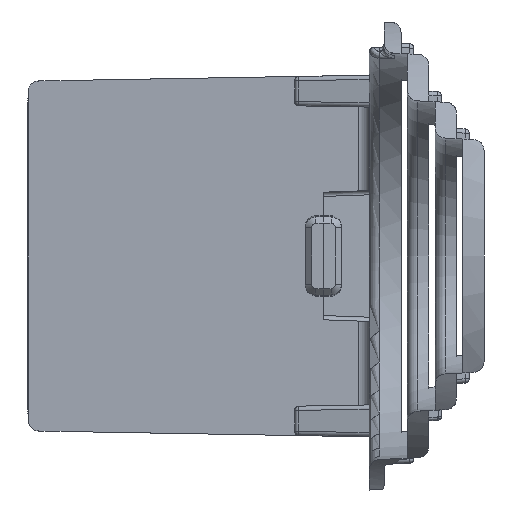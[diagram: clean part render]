
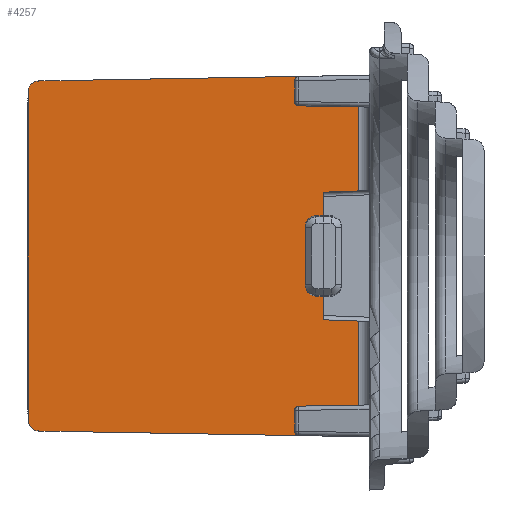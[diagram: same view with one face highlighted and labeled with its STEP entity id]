
A CAD part, front view. The second image highlights one B-rep face of the part: STEP entity #4257.
In plain terms, the highlighted planar face has unit normal (-0.018, -1, 0).
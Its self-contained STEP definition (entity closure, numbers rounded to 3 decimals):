
#106=B_SPLINE_CURVE_WITH_KNOTS('',3,(#7520,#7521,#7522,#7523,#7524,#7525,
#7526,#7527,#7528,#7529,#7530,#7531,#7532,#7533),.UNSPECIFIED.,.F.,.F.,
(4,2,2,2,2,2,4),(0.,0.01,0.02,0.039,
0.058,0.068,0.078),.UNSPECIFIED.);
#108=B_SPLINE_CURVE_WITH_KNOTS('',3,(#7581,#7582,#7583,#7584,#7585,#7586,
#7587,#7588,#7589,#7590,#7591,#7592,#7593,#7594),.UNSPECIFIED.,.F.,.F.,
(4,2,2,2,2,2,4),(0.,0.01,0.02,
0.039,0.058,0.068,0.078),
 .UNSPECIFIED.);
#227=PLANE('',#4723);
#274=ELLIPSE('',#4476,0.5,0.5);
#303=ELLIPSE('',#4724,28.658,1.);
#304=ELLIPSE('',#4725,0.5,0.5);
#305=ELLIPSE('',#4726,28.658,1.);
#511=FACE_OUTER_BOUND('',#773,.T.);
#773=EDGE_LOOP('',(#3592,#3593,#3594,#3595,#3596,#3597,#3598,#3599,#3600,
#3601,#3602,#3603,#3604,#3605,#3606,#3607,#3608,#3609));
#1106=LINE('',#6432,#1414);
#1206=LINE('',#7063,#1514);
#1208=LINE('',#7068,#1516);
#1312=LINE('',#7972,#1620);
#1313=LINE('',#7974,#1621);
#1314=LINE('',#7976,#1622);
#1315=LINE('',#7978,#1623);
#1316=LINE('',#7980,#1624);
#1317=LINE('',#7983,#1625);
#1318=LINE('',#7985,#1626);
#1319=LINE('',#7986,#1627);
#1320=LINE('',#7987,#1628);
#1414=VECTOR('',#5075,1.66);
#1514=VECTOR('',#5439,15.451);
#1516=VECTOR('',#5443,13.846);
#1620=VECTOR('',#5861,13.846);
#1621=VECTOR('',#5862,5.434);
#1622=VECTOR('',#5863,1.66);
#1623=VECTOR('',#5864,1.1);
#1624=VECTOR('',#5865,0.368);
#1625=VECTOR('',#5868,2.776);
#1626=VECTOR('',#5869,0.368);
#1627=VECTOR('',#5870,1.1);
#1628=VECTOR('',#5871,5.434);
#1752=VERTEX_POINT('',#6429);
#1753=VERTEX_POINT('',#6431);
#1822=VERTEX_POINT('',#6655);
#1823=VERTEX_POINT('',#6657);
#1907=VERTEX_POINT('',#7056);
#1910=VERTEX_POINT('',#7061);
#1911=VERTEX_POINT('',#7065);
#1912=VERTEX_POINT('',#7067);
#1977=VERTEX_POINT('',#7519);
#1980=VERTEX_POINT('',#7580);
#2013=VERTEX_POINT('',#7969);
#2014=VERTEX_POINT('',#7971);
#2015=VERTEX_POINT('',#7973);
#2016=VERTEX_POINT('',#7975);
#2017=VERTEX_POINT('',#7977);
#2018=VERTEX_POINT('',#7979);
#2019=VERTEX_POINT('',#7981);
#2020=VERTEX_POINT('',#7984);
#2169=EDGE_CURVE('',#1753,#1752,#1106,.T.);
#2250=EDGE_CURVE('',#1823,#1822,#274,.T.);
#2382=EDGE_CURVE('',#1910,#1907,#1206,.T.);
#2384=EDGE_CURVE('',#1911,#1912,#1208,.T.);
#2507=EDGE_CURVE('',#1977,#1910,#106,.T.);
#2511=EDGE_CURVE('',#1907,#1980,#108,.T.);
#2593=EDGE_CURVE('',#2013,#1977,#303,.T.);
#2594=EDGE_CURVE('',#2014,#2013,#1312,.T.);
#2595=EDGE_CURVE('',#2015,#2014,#1313,.T.);
#2596=EDGE_CURVE('',#2015,#2016,#1314,.T.);
#2597=EDGE_CURVE('',#2016,#2017,#1315,.T.);
#2598=EDGE_CURVE('',#2017,#2018,#1316,.T.);
#2599=EDGE_CURVE('',#2018,#2019,#304,.T.);
#2600=EDGE_CURVE('',#2019,#1823,#1317,.T.);
#2601=EDGE_CURVE('',#1822,#2020,#1318,.T.);
#2602=EDGE_CURVE('',#2020,#1753,#1319,.T.);
#2603=EDGE_CURVE('',#1912,#1752,#1320,.T.);
#2604=EDGE_CURVE('',#1980,#1911,#305,.T.);
#3592=ORIENTED_EDGE('',*,*,#2507,.F.);
#3593=ORIENTED_EDGE('',*,*,#2593,.F.);
#3594=ORIENTED_EDGE('',*,*,#2594,.F.);
#3595=ORIENTED_EDGE('',*,*,#2595,.F.);
#3596=ORIENTED_EDGE('',*,*,#2596,.T.);
#3597=ORIENTED_EDGE('',*,*,#2597,.T.);
#3598=ORIENTED_EDGE('',*,*,#2598,.T.);
#3599=ORIENTED_EDGE('',*,*,#2599,.T.);
#3600=ORIENTED_EDGE('',*,*,#2600,.T.);
#3601=ORIENTED_EDGE('',*,*,#2250,.T.);
#3602=ORIENTED_EDGE('',*,*,#2601,.T.);
#3603=ORIENTED_EDGE('',*,*,#2602,.T.);
#3604=ORIENTED_EDGE('',*,*,#2169,.T.);
#3605=ORIENTED_EDGE('',*,*,#2603,.F.);
#3606=ORIENTED_EDGE('',*,*,#2384,.F.);
#3607=ORIENTED_EDGE('',*,*,#2604,.F.);
#3608=ORIENTED_EDGE('',*,*,#2511,.F.);
#3609=ORIENTED_EDGE('',*,*,#2382,.F.);
#4257=ADVANCED_FACE('',(#511),#227,.T.);
#4476=AXIS2_PLACEMENT_3D('',#6658,#5196,#5197);
#4723=AXIS2_PLACEMENT_3D('',#7968,#5857,#5858);
#4724=AXIS2_PLACEMENT_3D('',#7970,#5859,#5860);
#4725=AXIS2_PLACEMENT_3D('',#7982,#5866,#5867);
#4726=AXIS2_PLACEMENT_3D('',#7988,#5872,#5873);
#5075=DIRECTION('',(0.999,-0.017,0.035));
#5196=DIRECTION('center_axis',(0.017,1.,0.));
#5197=DIRECTION('ref_axis',(-0.707,0.012,0.707));
#5439=DIRECTION('',(0.,0.,1.));
#5443=DIRECTION('',(1.,-0.017,0.017));
#5857=DIRECTION('center_axis',(-0.017,-1.,0.));
#5858=DIRECTION('ref_axis',(-1.,0.017,0.));
#5859=DIRECTION('center_axis',(0.017,1.,0.));
#5860=DIRECTION('ref_axis',(-1.,0.017,0.017));
#5861=DIRECTION('',(-1.,0.017,0.017));
#5862=DIRECTION('',(0.,0.,-1.));
#5863=DIRECTION('',(-0.999,0.017,0.035));
#5864=DIRECTION('',(0.,0.,1.));
#5865=DIRECTION('',(-0.999,0.017,0.035));
#5866=DIRECTION('center_axis',(0.017,1.,0.));
#5867=DIRECTION('ref_axis',(-0.707,0.012,-0.707));
#5868=DIRECTION('',(0.,0.,1.));
#5869=DIRECTION('',(0.999,-0.017,0.035));
#5870=DIRECTION('',(0.,0.,1.));
#5871=DIRECTION('',(0.,0.,-1.));
#5872=DIRECTION('center_axis',(0.017,1.,0.));
#5873=DIRECTION('ref_axis',(-1.,0.017,-0.017));
#6429=CARTESIAN_POINT('',(27.609,45.561,3.058));
#6431=CARTESIAN_POINT('',(25.95,45.59,3.));
#6432=CARTESIAN_POINT('',(0.,46.043,2.094));
#6655=CARTESIAN_POINT('',(25.583,45.596,1.888));
#6657=CARTESIAN_POINT('',(25.1,45.605,1.388));
#6658=CARTESIAN_POINT('Origin',(25.6,45.596,1.388));
#7056=CARTESIAN_POINT('',(12.07,45.832,7.725));
#7061=CARTESIAN_POINT('',(12.07,45.832,-7.725));
#7063=CARTESIAN_POINT('',(12.07,45.832,0.));
#7065=CARTESIAN_POINT('',(13.767,45.803,8.25));
#7067=CARTESIAN_POINT('',(27.609,45.561,8.491));
#7068=CARTESIAN_POINT('',(0.,46.043,8.01));
#7519=CARTESIAN_POINT('',(12.562,45.824,-8.228));
#7520=CARTESIAN_POINT('Ctrl Pts',(12.562,45.824,-8.228));
#7521=CARTESIAN_POINT('Ctrl Pts',(12.529,45.824,-8.227));
#7522=CARTESIAN_POINT('Ctrl Pts',(12.495,45.825,-8.223));
#7523=CARTESIAN_POINT('Ctrl Pts',(12.43,45.826,-8.208));
#7524=CARTESIAN_POINT('Ctrl Pts',(12.398,45.826,-8.197));
#7525=CARTESIAN_POINT('Ctrl Pts',(12.311,45.828,-8.157));
#7526=CARTESIAN_POINT('Ctrl Pts',(12.258,45.829,-8.121));
#7527=CARTESIAN_POINT('Ctrl Pts',(12.169,45.83,-8.033));
#7528=CARTESIAN_POINT('Ctrl Pts',(12.135,45.831,-7.98));
#7529=CARTESIAN_POINT('Ctrl Pts',(12.097,45.832,-7.892));
#7530=CARTESIAN_POINT('Ctrl Pts',(12.087,45.832,-7.86));
#7531=CARTESIAN_POINT('Ctrl Pts',(12.074,45.832,-7.794));
#7532=CARTESIAN_POINT('Ctrl Pts',(12.07,45.832,-7.76));
#7533=CARTESIAN_POINT('Ctrl Pts',(12.07,45.832,-7.725));
#7580=CARTESIAN_POINT('',(12.562,45.824,8.228));
#7581=CARTESIAN_POINT('Ctrl Pts',(12.07,45.832,7.725));
#7582=CARTESIAN_POINT('Ctrl Pts',(12.07,45.832,7.76));
#7583=CARTESIAN_POINT('Ctrl Pts',(12.074,45.832,7.794));
#7584=CARTESIAN_POINT('Ctrl Pts',(12.087,45.832,7.86));
#7585=CARTESIAN_POINT('Ctrl Pts',(12.097,45.832,7.892));
#7586=CARTESIAN_POINT('Ctrl Pts',(12.135,45.831,7.981));
#7587=CARTESIAN_POINT('Ctrl Pts',(12.169,45.83,8.033));
#7588=CARTESIAN_POINT('Ctrl Pts',(12.257,45.829,8.121));
#7589=CARTESIAN_POINT('Ctrl Pts',(12.31,45.828,8.157));
#7590=CARTESIAN_POINT('Ctrl Pts',(12.398,45.826,8.197));
#7591=CARTESIAN_POINT('Ctrl Pts',(12.43,45.826,8.208));
#7592=CARTESIAN_POINT('Ctrl Pts',(12.495,45.825,8.223));
#7593=CARTESIAN_POINT('Ctrl Pts',(12.529,45.824,8.227));
#7594=CARTESIAN_POINT('Ctrl Pts',(12.562,45.824,8.228));
#7968=CARTESIAN_POINT('Origin',(28.026,45.554,8.944));
#7969=CARTESIAN_POINT('',(13.767,45.803,-8.25));
#7970=CARTESIAN_POINT('Origin',(13.775,45.802,-7.25));
#7971=CARTESIAN_POINT('',(27.609,45.561,-8.491));
#7972=CARTESIAN_POINT('',(0.,46.043,-8.01));
#7973=CARTESIAN_POINT('',(27.609,45.561,-3.058));
#7974=CARTESIAN_POINT('',(27.609,45.561,-3.058));
#7975=CARTESIAN_POINT('',(25.95,45.59,-3.));
#7976=CARTESIAN_POINT('',(0.,46.043,-2.094));
#7977=CARTESIAN_POINT('',(25.95,45.59,-1.9));
#7978=CARTESIAN_POINT('',(25.95,45.59,0.));
#7979=CARTESIAN_POINT('',(25.583,45.596,-1.888));
#7980=CARTESIAN_POINT('',(0.,46.043,-1.002));
#7981=CARTESIAN_POINT('',(25.1,45.605,-1.388));
#7982=CARTESIAN_POINT('Origin',(25.6,45.596,-1.388));
#7983=CARTESIAN_POINT('',(25.1,45.605,0.));
#7984=CARTESIAN_POINT('',(25.95,45.59,1.9));
#7985=CARTESIAN_POINT('',(0.,46.043,1.002));
#7986=CARTESIAN_POINT('',(25.95,45.59,0.));
#7987=CARTESIAN_POINT('',(27.609,45.561,8.491));
#7988=CARTESIAN_POINT('Origin',(13.775,45.802,7.25));
